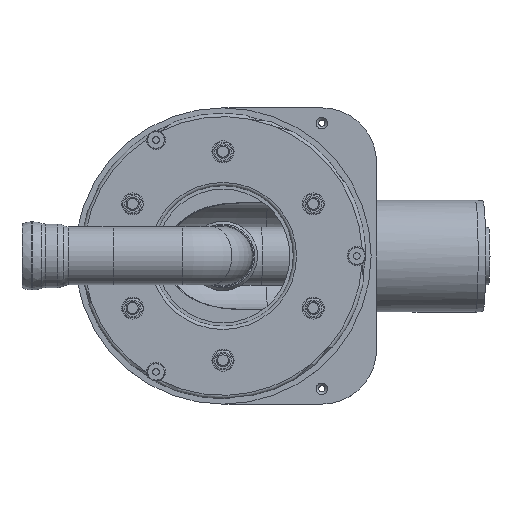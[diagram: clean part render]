
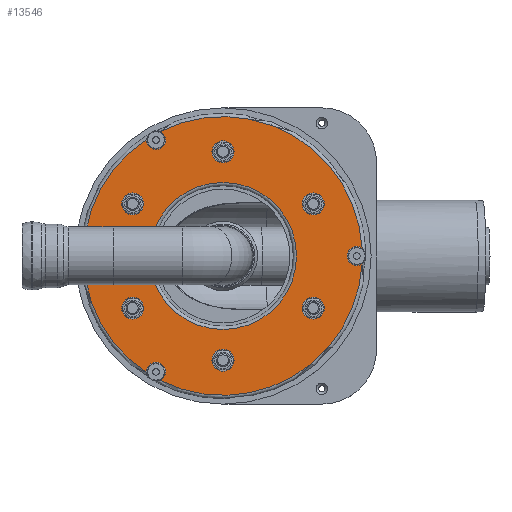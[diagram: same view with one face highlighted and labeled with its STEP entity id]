
A CAD part, top view. The second image highlights one B-rep face of the part: STEP entity #13546.
In plain terms, the highlighted planar face has unit normal (0, 0, 1).
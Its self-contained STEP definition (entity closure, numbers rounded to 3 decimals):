
#810=FACE_BOUND('',#2769,.T.);
#811=FACE_BOUND('',#2770,.T.);
#812=FACE_BOUND('',#2771,.T.);
#813=FACE_BOUND('',#2772,.T.);
#814=FACE_BOUND('',#2773,.T.);
#815=FACE_BOUND('',#2774,.T.);
#816=FACE_BOUND('',#2775,.T.);
#915=PLANE('',#15390);
#1798=FACE_OUTER_BOUND('',#2768,.T.);
#2768=EDGE_LOOP('',(#11871,#11872,#11873,#11874,#11875,#11876));
#2769=EDGE_LOOP('',(#11877));
#2770=EDGE_LOOP('',(#11878));
#2771=EDGE_LOOP('',(#11879));
#2772=EDGE_LOOP('',(#11880));
#2773=EDGE_LOOP('',(#11881));
#2774=EDGE_LOOP('',(#11882));
#2775=EDGE_LOOP('',(#11883));
#5448=CIRCLE('',#15380,87.271);
#5454=CIRCLE('',#15387,1270.);
#5455=CIRCLE('',#15388,1270.);
#5456=CIRCLE('',#15389,1270.);
#5457=CIRCLE('',#15391,87.271);
#5458=CIRCLE('',#15392,87.271);
#5459=CIRCLE('',#15393,670.);
#5460=CIRCLE('',#15394,80.);
#5461=CIRCLE('',#15395,80.);
#5462=CIRCLE('',#15396,80.);
#5463=CIRCLE('',#15397,80.);
#5464=CIRCLE('',#15398,80.);
#5465=CIRCLE('',#15399,80.);
#6431=VERTEX_POINT('',#24466);
#6432=VERTEX_POINT('',#24468);
#6440=VERTEX_POINT('',#24644);
#6441=VERTEX_POINT('',#24653);
#6444=VERTEX_POINT('',#24674);
#6445=VERTEX_POINT('',#24685);
#6447=VERTEX_POINT('',#24705);
#6448=VERTEX_POINT('',#24707);
#6449=VERTEX_POINT('',#24709);
#6450=VERTEX_POINT('',#24711);
#6451=VERTEX_POINT('',#24713);
#6452=VERTEX_POINT('',#24715);
#6453=VERTEX_POINT('',#24717);
#8267=EDGE_CURVE('',#6431,#6432,#5448,.T.);
#8281=EDGE_CURVE('',#6440,#6441,#5454,.T.);
#8285=EDGE_CURVE('',#6444,#6431,#5455,.T.);
#8286=EDGE_CURVE('',#6432,#6445,#5456,.T.);
#8289=EDGE_CURVE('',#6441,#6444,#5457,.T.);
#8290=EDGE_CURVE('',#6445,#6440,#5458,.T.);
#8291=EDGE_CURVE('',#6447,#6447,#5459,.T.);
#8292=EDGE_CURVE('',#6448,#6448,#5460,.T.);
#8293=EDGE_CURVE('',#6449,#6449,#5461,.T.);
#8294=EDGE_CURVE('',#6450,#6450,#5462,.T.);
#8295=EDGE_CURVE('',#6451,#6451,#5463,.T.);
#8296=EDGE_CURVE('',#6452,#6452,#5464,.T.);
#8297=EDGE_CURVE('',#6453,#6453,#5465,.T.);
#11871=ORIENTED_EDGE('',*,*,#8267,.F.);
#11872=ORIENTED_EDGE('',*,*,#8285,.F.);
#11873=ORIENTED_EDGE('',*,*,#8289,.F.);
#11874=ORIENTED_EDGE('',*,*,#8281,.F.);
#11875=ORIENTED_EDGE('',*,*,#8290,.F.);
#11876=ORIENTED_EDGE('',*,*,#8286,.F.);
#11877=ORIENTED_EDGE('',*,*,#8291,.T.);
#11878=ORIENTED_EDGE('',*,*,#8292,.T.);
#11879=ORIENTED_EDGE('',*,*,#8293,.T.);
#11880=ORIENTED_EDGE('',*,*,#8294,.T.);
#11881=ORIENTED_EDGE('',*,*,#8295,.T.);
#11882=ORIENTED_EDGE('',*,*,#8296,.T.);
#11883=ORIENTED_EDGE('',*,*,#8297,.T.);
#13546=ADVANCED_FACE('',(#1798,#810,#811,#812,#813,#814,#815,#816),#915,
 .T.);
#15380=AXIS2_PLACEMENT_3D('',#24469,#19724,#19725);
#15387=AXIS2_PLACEMENT_3D('',#24654,#19738,#19739);
#15388=AXIS2_PLACEMENT_3D('',#24684,#19740,#19741);
#15389=AXIS2_PLACEMENT_3D('',#24686,#19742,#19743);
#15390=AXIS2_PLACEMENT_3D('',#24702,#19744,#19745);
#15391=AXIS2_PLACEMENT_3D('',#24703,#19746,#19747);
#15392=AXIS2_PLACEMENT_3D('',#24704,#19748,#19749);
#15393=AXIS2_PLACEMENT_3D('',#24706,#19750,#19751);
#15394=AXIS2_PLACEMENT_3D('',#24708,#19752,#19753);
#15395=AXIS2_PLACEMENT_3D('',#24710,#19754,#19755);
#15396=AXIS2_PLACEMENT_3D('',#24712,#19756,#19757);
#15397=AXIS2_PLACEMENT_3D('',#24714,#19758,#19759);
#15398=AXIS2_PLACEMENT_3D('',#24716,#19760,#19761);
#15399=AXIS2_PLACEMENT_3D('',#24718,#19762,#19763);
#19724=DIRECTION('center_axis',(0.,0.,
1.));
#19725=DIRECTION('ref_axis',(-0.5,0.866,0.));
#19738=DIRECTION('center_axis',(0.,0.,
-1.));
#19739=DIRECTION('ref_axis',(0.,1.,0.));
#19740=DIRECTION('center_axis',(0.,0.,
-1.));
#19741=DIRECTION('ref_axis',(0.,1.,0.));
#19742=DIRECTION('center_axis',(0.,0.,
-1.));
#19743=DIRECTION('ref_axis',(0.,1.,0.));
#19744=DIRECTION('center_axis',(0.,0.,
1.));
#19745=DIRECTION('ref_axis',(-1.,0.,0.));
#19746=DIRECTION('center_axis',(0.,0.,
1.));
#19747=DIRECTION('ref_axis',(-0.5,-0.866,0.));
#19748=DIRECTION('center_axis',(0.,0.,
1.));
#19749=DIRECTION('ref_axis',(1.,0.,0.));
#19750=DIRECTION('center_axis',(0.,0.,
-1.));
#19751=DIRECTION('ref_axis',(0.,1.,0.));
#19752=DIRECTION('center_axis',(0.,0.,
-1.));
#19753=DIRECTION('ref_axis',(0.,-1.,0.));
#19754=DIRECTION('center_axis',(0.,0.,
-1.));
#19755=DIRECTION('ref_axis',(0.,1.,0.));
#19756=DIRECTION('center_axis',(0.,0.,
-1.));
#19757=DIRECTION('ref_axis',(0.,-1.,0.));
#19758=DIRECTION('center_axis',(0.,0.,
-1.));
#19759=DIRECTION('ref_axis',(-1.,0.,0.));
#19760=DIRECTION('center_axis',(0.,0.,
-1.));
#19761=DIRECTION('ref_axis',(0.,1.,0.));
#19762=DIRECTION('center_axis',(0.,0.,
-1.));
#19763=DIRECTION('ref_axis',(0.,1.,0.));
#24466=CARTESIAN_POINT('',(1060.037,-2259.446,653.964));
#24468=CARTESIAN_POINT('',(933.687,-2332.394,653.964));
#24469=CARTESIAN_POINT('Origin',(972.91,-2254.435,653.964));
#24644=CARTESIAN_POINT('',(-904.993,-1124.935,653.964));
#24653=CARTESIAN_POINT('',(933.687,-63.373,653.964));
#24654=CARTESIAN_POINT('Origin',(362.91,-1197.884,653.964));
#24674=CARTESIAN_POINT('',(1060.037,-136.322,653.964));
#24684=CARTESIAN_POINT('Origin',(362.91,-1197.884,653.964));
#24685=CARTESIAN_POINT('',(-904.993,-1270.832,653.964));
#24686=CARTESIAN_POINT('Origin',(362.91,-1197.884,653.964));
#24702=CARTESIAN_POINT('Origin',(362.91,-227.884,653.964));
#24703=CARTESIAN_POINT('Origin',(972.91,-141.333,653.964));
#24704=CARTESIAN_POINT('Origin',(-857.09,-1197.884,653.964));
#24705=CARTESIAN_POINT('',(-307.09,-1197.884,653.964));
#24706=CARTESIAN_POINT('Origin',(362.91,-1197.884,653.964));
#24707=CARTESIAN_POINT('',(1185.635,-642.884,653.964));
#24708=CARTESIAN_POINT('Origin',(1185.635,-722.884,653.964));
#24709=CARTESIAN_POINT('',(-459.814,-802.884,653.964));
#24710=CARTESIAN_POINT('Origin',(-459.814,-722.884,653.964));
#24711=CARTESIAN_POINT('',(-459.814,-1592.884,653.964));
#24712=CARTESIAN_POINT('Origin',(-459.814,-1672.884,653.964));
#24713=CARTESIAN_POINT('',(442.91,-2147.884,653.964));
#24714=CARTESIAN_POINT('Origin',(362.91,-2147.884,653.964));
#24715=CARTESIAN_POINT('',(1185.635,-1752.884,653.964));
#24716=CARTESIAN_POINT('Origin',(1185.635,-1672.884,653.964));
#24717=CARTESIAN_POINT('',(362.91,-327.884,653.964));
#24718=CARTESIAN_POINT('Origin',(362.91,-247.884,653.964));
